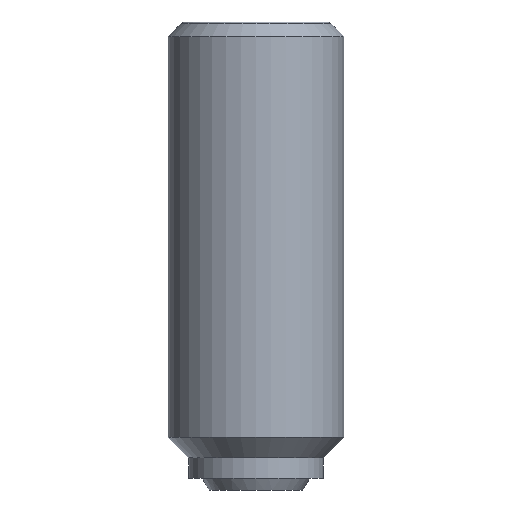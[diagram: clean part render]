
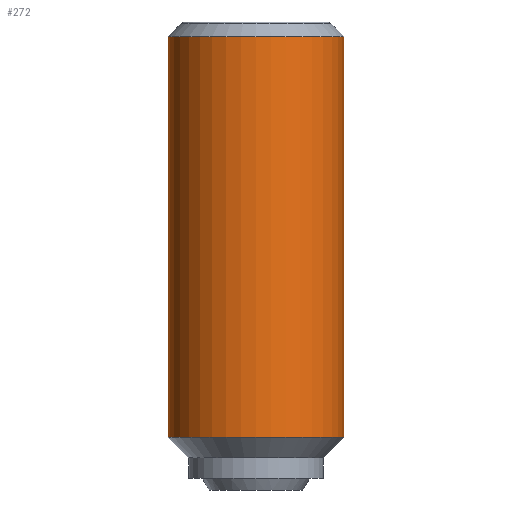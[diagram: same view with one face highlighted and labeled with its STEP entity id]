
A CAD part, front view. The second image highlights one B-rep face of the part: STEP entity #272.
In plain terms, the highlighted cylindrical face has radius 3 mm (diameter 6 mm), a partial arc.
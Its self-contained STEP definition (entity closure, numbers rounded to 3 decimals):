
#150=EDGE_CURVE('',#330,#202,#376,.T.);
#166=EDGE_CURVE('',#182,#286,#393,.T.);
#182=VERTEX_POINT('',#412);
#202=VERTEX_POINT('',#434);
#272=ADVANCED_FACE('',(#514),#515,.T.);
#278=EDGE_CURVE('',#330,#182,#521,.T.);
#286=VERTEX_POINT('',#531);
#294=EDGE_CURVE('',#286,#202,#540,.T.);
#330=VERTEX_POINT('',#579);
#376=CIRCLE('',#626,3.);
#393=CIRCLE('',#650,3.);
#412=CARTESIAN_POINT('',(-3.,0.,-0.5));
#434=CARTESIAN_POINT('',(3.,0.,-14.2));
#514=FACE_OUTER_BOUND('',#827,.T.);
#515=CYLINDRICAL_SURFACE('',#828,3.);
#521=LINE('',#837,#838);
#531=CARTESIAN_POINT('',(3.,0.,-0.5));
#540=LINE('',#862,#863);
#579=CARTESIAN_POINT('',(-3.,0.,-14.2));
#626=AXIS2_PLACEMENT_3D('',#965,#966,#967);
#650=AXIS2_PLACEMENT_3D('',#987,#988,#989);
#827=EDGE_LOOP('',(#1146,#1147,#1148,#1149));
#828=AXIS2_PLACEMENT_3D('',#1150,#1151,#1152);
#837=CARTESIAN_POINT('',(-3.,0.,-7.35));
#838=VECTOR('',#1154,1.0);
#862=CARTESIAN_POINT('',(3.,0.,-7.35));
#863=VECTOR('',#1182,1.0);
#965=CARTESIAN_POINT('',(0.,0.,-14.2));
#966=DIRECTION('',(0.0,0.0,1.0));
#967=DIRECTION('',(-1.0,0.,0.0));
#987=CARTESIAN_POINT('',(0.,0.,-0.5));
#988=DIRECTION('',(0.0,0.0,1.0));
#989=DIRECTION('',(-1.0,0.,0.0));
#1146=ORIENTED_EDGE('',*,*,#278,.F.);
#1147=ORIENTED_EDGE('',*,*,#150,.T.);
#1148=ORIENTED_EDGE('',*,*,#294,.F.);
#1149=ORIENTED_EDGE('',*,*,#166,.F.);
#1150=CARTESIAN_POINT('',(0.,0.,-7.35));
#1151=DIRECTION('',(-0.0,-0.0,-1.0));
#1152=DIRECTION('',(-1.0,0.,0.0));
#1154=DIRECTION('',(0.0,0.0,1.0));
#1182=DIRECTION('',(-0.0,-0.0,-1.0));
